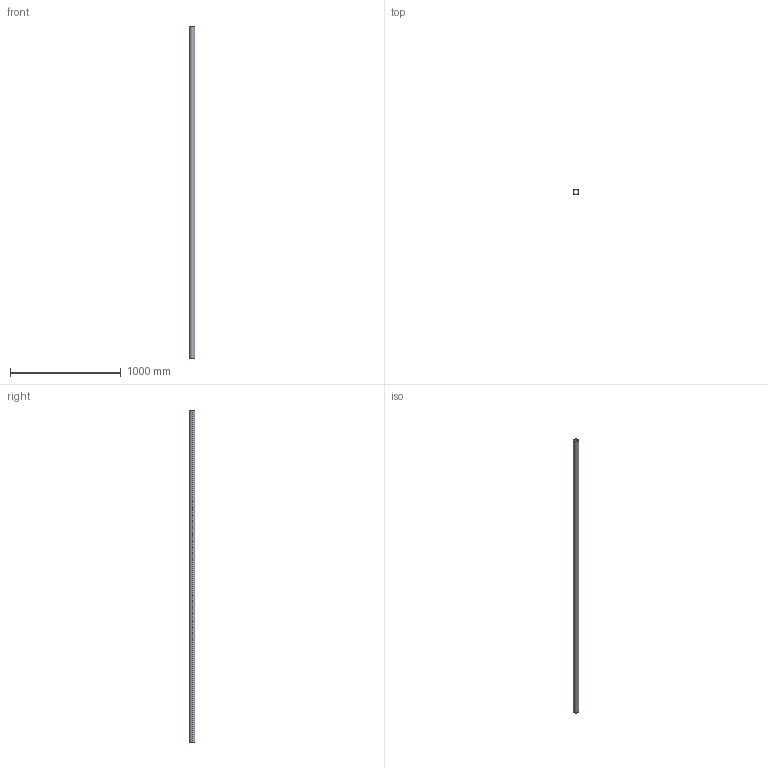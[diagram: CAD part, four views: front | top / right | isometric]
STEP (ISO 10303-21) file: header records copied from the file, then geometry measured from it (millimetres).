
FILE_DESCRIPTION (( 'STEP AP203' ), '1' );
FILE_NAME ('55145-2403M.STEP', '2016-03-24T10:47:42', ( '' ), ( '' ), 'SwSTEP 2.0', 'SolidWorks 2015', '' );
FILE_SCHEMA (( 'CONFIG_CONTROL_DESIGN' ));
Length unit declared in the file: millimetre
Products named in the file (1): 55145-2403M
Bounding box: 48.3 x 48.3 x 3000 mm (x, y, z)
Volume: 872733.9 mm3; surface area: 873338.3 mm2
Topology: 1 solids, 1 shells, 262 faces, 705 edges, 470 vertices
Faces by surface type: plane 157, bspline 101, cylinder 4
Entity records: 13632 total; most frequent: CARTESIAN_POINT 7659, ORIENTED_EDGE 1410, DIRECTION 835, EDGE_CURVE 705, VECTOR 495, LINE 495, VERTEX_POINT 470, EDGE_LOOP 289
